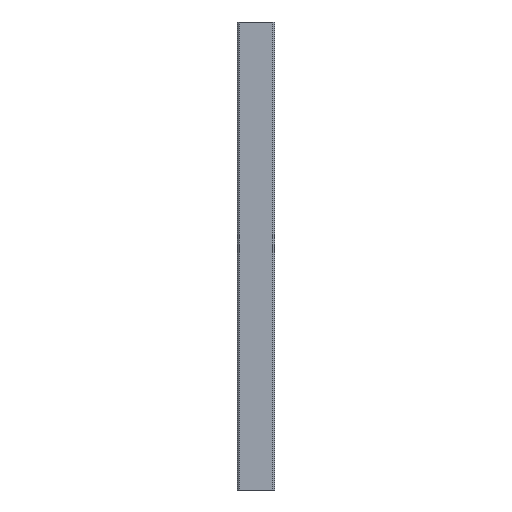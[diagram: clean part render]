
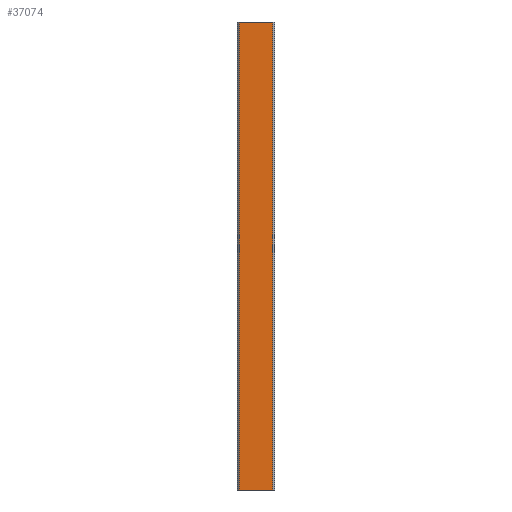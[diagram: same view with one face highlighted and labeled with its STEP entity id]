
A CAD part, front view. The second image highlights one B-rep face of the part: STEP entity #37074.
In plain terms, the highlighted planar face has unit normal (0, -1, 0).
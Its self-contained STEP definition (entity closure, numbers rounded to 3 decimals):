
#33611 = PLANE('',#33612);
#33612 = AXIS2_PLACEMENT_3D('',#33613,#33614,#33615);
#33613 = CARTESIAN_POINT('',(-0.315,-0.885,50.));
#33614 = DIRECTION('',(0.,0.,-1.));
#33615 = DIRECTION('',(-1.,0.,0.));
#33665 = PLANE('',#33666);
#33666 = AXIS2_PLACEMENT_3D('',#33667,#33668,#33669);
#33667 = CARTESIAN_POINT('',(-0.315,-0.885,0.));
#33668 = DIRECTION('',(0.,0.,-1.));
#33669 = DIRECTION('',(-1.,0.,0.));
#33980 = VERTEX_POINT('',#33981);
#33981 = CARTESIAN_POINT('',(1.8,-4.25,0.));
#33995 = PLANE('',#33996);
#33996 = AXIS2_PLACEMENT_3D('',#33997,#33998,#33999);
#33997 = CARTESIAN_POINT('',(1.8,-4.25,0.));
#33998 = DIRECTION('',(-0.707,0.707,0.));
#33999 = DIRECTION('',(0.707,0.707,0.));
#34007 = EDGE_CURVE('',#34008,#33980,#34010,.T.);
#34008 = VERTEX_POINT('',#34009);
#34009 = CARTESIAN_POINT('',(-1.8,-4.25,0.));
#34010 = SURFACE_CURVE('',#34011,(#34015,#34022),.PCURVE_S1.);
#34011 = LINE('',#34012,#34013);
#34012 = CARTESIAN_POINT('',(-1.8,-4.25,0.));
#34013 = VECTOR('',#34014,1.);
#34014 = DIRECTION('',(1.,0.,0.));
#34015 = PCURVE('',#33665,#34016);
#34016 = DEFINITIONAL_REPRESENTATION('',(#34017),#34021);
#34017 = LINE('',#34018,#34019);
#34018 = CARTESIAN_POINT('',(1.485,-3.365));
#34019 = VECTOR('',#34020,1.);
#34020 = DIRECTION('',(-1.,0.));
#34021 = ( GEOMETRIC_REPRESENTATION_CONTEXT(2) 
PARAMETRIC_REPRESENTATION_CONTEXT() REPRESENTATION_CONTEXT('2D SPACE',''
  ) );
#34022 = PCURVE('',#34023,#34028);
#34023 = PLANE('',#34024);
#34024 = AXIS2_PLACEMENT_3D('',#34025,#34026,#34027);
#34025 = CARTESIAN_POINT('',(-1.8,-4.25,0.));
#34026 = DIRECTION('',(0.,1.,0.));
#34027 = DIRECTION('',(1.,0.,0.));
#34028 = DEFINITIONAL_REPRESENTATION('',(#34029),#34033);
#34029 = LINE('',#34030,#34031);
#34030 = CARTESIAN_POINT('',(0.,0.));
#34031 = VECTOR('',#34032,1.);
#34032 = DIRECTION('',(1.,0.));
#34033 = ( GEOMETRIC_REPRESENTATION_CONTEXT(2) 
PARAMETRIC_REPRESENTATION_CONTEXT() REPRESENTATION_CONTEXT('2D SPACE',''
  ) );
#34051 = PLANE('',#34052);
#34052 = AXIS2_PLACEMENT_3D('',#34053,#34054,#34055);
#34053 = CARTESIAN_POINT('',(-2.,-4.05,0.));
#34054 = DIRECTION('',(0.707,0.707,0.));
#34055 = DIRECTION('',(0.707,-0.707,0.));
#34297 = VERTEX_POINT('',#34298);
#34298 = CARTESIAN_POINT('',(1.8,-4.25,50.));
#34319 = EDGE_CURVE('',#34320,#34297,#34322,.T.);
#34320 = VERTEX_POINT('',#34321);
#34321 = CARTESIAN_POINT('',(-1.8,-4.25,50.));
#34322 = SURFACE_CURVE('',#34323,(#34327,#34334),.PCURVE_S1.);
#34323 = LINE('',#34324,#34325);
#34324 = CARTESIAN_POINT('',(-1.8,-4.25,50.));
#34325 = VECTOR('',#34326,1.);
#34326 = DIRECTION('',(1.,0.,0.));
#34327 = PCURVE('',#33611,#34328);
#34328 = DEFINITIONAL_REPRESENTATION('',(#34329),#34333);
#34329 = LINE('',#34330,#34331);
#34330 = CARTESIAN_POINT('',(1.485,-3.365));
#34331 = VECTOR('',#34332,1.);
#34332 = DIRECTION('',(-1.,0.));
#34333 = ( GEOMETRIC_REPRESENTATION_CONTEXT(2) 
PARAMETRIC_REPRESENTATION_CONTEXT() REPRESENTATION_CONTEXT('2D SPACE',''
  ) );
#34334 = PCURVE('',#34023,#34335);
#34335 = DEFINITIONAL_REPRESENTATION('',(#34336),#34340);
#34336 = LINE('',#34337,#34338);
#34337 = CARTESIAN_POINT('',(0.,-50.));
#34338 = VECTOR('',#34339,1.);
#34339 = DIRECTION('',(1.,0.));
#34340 = ( GEOMETRIC_REPRESENTATION_CONTEXT(2) 
PARAMETRIC_REPRESENTATION_CONTEXT() REPRESENTATION_CONTEXT('2D SPACE',''
  ) );
#36851 = EDGE_CURVE('',#34008,#34320,#36852,.T.);
#36852 = SURFACE_CURVE('',#36853,(#36857,#36864),.PCURVE_S1.);
#36853 = LINE('',#36854,#36855);
#36854 = CARTESIAN_POINT('',(-1.8,-4.25,0.));
#36855 = VECTOR('',#36856,1.);
#36856 = DIRECTION('',(0.,0.,1.));
#36857 = PCURVE('',#34051,#36858);
#36858 = DEFINITIONAL_REPRESENTATION('',(#36859),#36863);
#36859 = LINE('',#36860,#36861);
#36860 = CARTESIAN_POINT('',(0.283,0.));
#36861 = VECTOR('',#36862,1.);
#36862 = DIRECTION('',(0.,-1.));
#36863 = ( GEOMETRIC_REPRESENTATION_CONTEXT(2) 
PARAMETRIC_REPRESENTATION_CONTEXT() REPRESENTATION_CONTEXT('2D SPACE',''
  ) );
#36864 = PCURVE('',#34023,#36865);
#36865 = DEFINITIONAL_REPRESENTATION('',(#36866),#36870);
#36866 = LINE('',#36867,#36868);
#36867 = CARTESIAN_POINT('',(0.,0.));
#36868 = VECTOR('',#36869,1.);
#36869 = DIRECTION('',(0.,-1.));
#36870 = ( GEOMETRIC_REPRESENTATION_CONTEXT(2) 
PARAMETRIC_REPRESENTATION_CONTEXT() REPRESENTATION_CONTEXT('2D SPACE',''
  ) );
#37074 = ADVANCED_FACE('',(#37075),#34023,.F.);
#37075 = FACE_BOUND('',#37076,.F.);
#37076 = EDGE_LOOP('',(#37077,#37078,#37079,#37100));
#37077 = ORIENTED_EDGE('',*,*,#36851,.T.);
#37078 = ORIENTED_EDGE('',*,*,#34319,.T.);
#37079 = ORIENTED_EDGE('',*,*,#37080,.F.);
#37080 = EDGE_CURVE('',#33980,#34297,#37081,.T.);
#37081 = SURFACE_CURVE('',#37082,(#37086,#37093),.PCURVE_S1.);
#37082 = LINE('',#37083,#37084);
#37083 = CARTESIAN_POINT('',(1.8,-4.25,0.));
#37084 = VECTOR('',#37085,1.);
#37085 = DIRECTION('',(0.,0.,1.));
#37086 = PCURVE('',#34023,#37087);
#37087 = DEFINITIONAL_REPRESENTATION('',(#37088),#37092);
#37088 = LINE('',#37089,#37090);
#37089 = CARTESIAN_POINT('',(3.6,0.));
#37090 = VECTOR('',#37091,1.);
#37091 = DIRECTION('',(0.,-1.));
#37092 = ( GEOMETRIC_REPRESENTATION_CONTEXT(2) 
PARAMETRIC_REPRESENTATION_CONTEXT() REPRESENTATION_CONTEXT('2D SPACE',''
  ) );
#37093 = PCURVE('',#33995,#37094);
#37094 = DEFINITIONAL_REPRESENTATION('',(#37095),#37099);
#37095 = LINE('',#37096,#37097);
#37096 = CARTESIAN_POINT('',(0.,0.));
#37097 = VECTOR('',#37098,1.);
#37098 = DIRECTION('',(0.,-1.));
#37099 = ( GEOMETRIC_REPRESENTATION_CONTEXT(2) 
PARAMETRIC_REPRESENTATION_CONTEXT() REPRESENTATION_CONTEXT('2D SPACE',''
  ) );
#37100 = ORIENTED_EDGE('',*,*,#34007,.F.);
